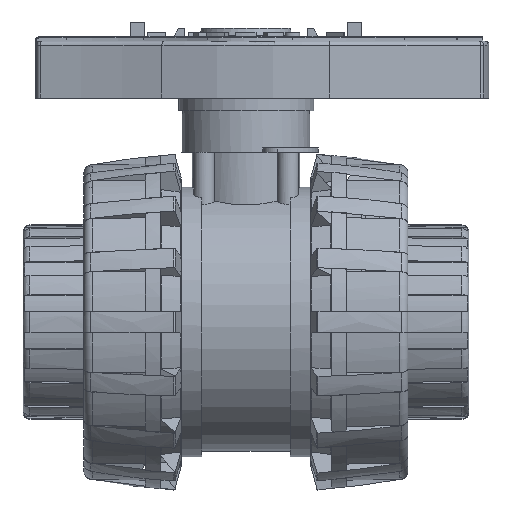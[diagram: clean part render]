
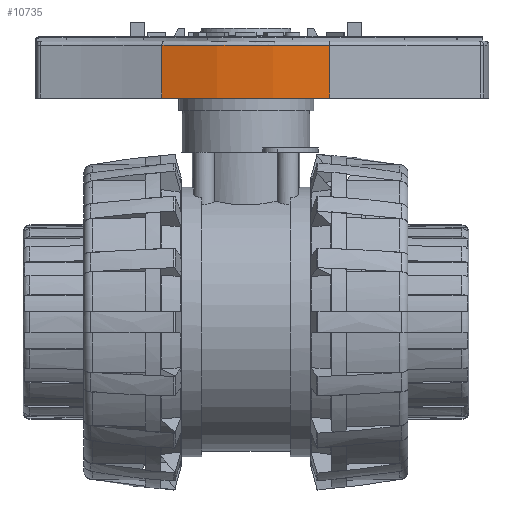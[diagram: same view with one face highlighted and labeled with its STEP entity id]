
A CAD part, front view. The second image highlights one B-rep face of the part: STEP entity #10735.
In plain terms, the highlighted cylindrical face has radius 164.5 mm (diameter 329 mm), a partial arc.
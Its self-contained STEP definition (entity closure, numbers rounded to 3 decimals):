
#1356=LINE('',#22365,#2005);
#1362=LINE('',#22434,#2011);
#2005=VECTOR('',#14310,25.);
#2011=VECTOR('',#14354,25.);
#2244=CYLINDRICAL_SURFACE('',#11789,164.5);
#2778=FACE_OUTER_BOUND('',#3431,.T.);
#3431=EDGE_LOOP('',(#9479,#9480,#9481,#9482));
#3909=CIRCLE('',#11524,164.5);
#4009=CIRCLE('',#11784,164.5);
#4747=VERTEX_POINT('',#20899);
#4748=VERTEX_POINT('',#20901);
#4986=VERTEX_POINT('',#22364);
#4988=VERTEX_POINT('',#22408);
#6134=EDGE_CURVE('',#4747,#4748,#3909,.T.);
#6504=EDGE_CURVE('',#4748,#4986,#1356,.T.);
#6517=EDGE_CURVE('',#4986,#4988,#4009,.T.);
#6519=EDGE_CURVE('',#4747,#4988,#1362,.T.);
#9479=ORIENTED_EDGE('',*,*,#6517,.F.);
#9480=ORIENTED_EDGE('',*,*,#6504,.F.);
#9481=ORIENTED_EDGE('',*,*,#6134,.F.);
#9482=ORIENTED_EDGE('',*,*,#6519,.T.);
#10735=ADVANCED_FACE('',(#2778),#2244,.T.);
#11524=AXIS2_PLACEMENT_3D('',#20902,#13570,#13571);
#11784=AXIS2_PLACEMENT_3D('',#22428,#14343,#14344);
#11789=AXIS2_PLACEMENT_3D('',#22435,#14355,#14356);
#13570=DIRECTION('center_axis',(0.,0.,-1.));
#13571=DIRECTION('ref_axis',(0.07,0.998,0.));
#14310=DIRECTION('',(0.,0.,1.));
#14343=DIRECTION('center_axis',(0.,0.,1.));
#14344=DIRECTION('ref_axis',(0.07,0.998,0.));
#14354=DIRECTION('',(0.,0.,1.));
#14355=DIRECTION('center_axis',(0.,0.,1.));
#14356=DIRECTION('ref_axis',(0.07,0.998,0.));
#20899=CARTESIAN_POINT('',(1951.861,1570.862,154.731));
#20901=CARTESIAN_POINT('',(2031.193,1565.33,154.731));
#20902=CARTESIAN_POINT('Origin',(1980.423,1408.861,154.731));
#22364=CARTESIAN_POINT('',(2031.193,1565.33,179.731));
#22365=CARTESIAN_POINT('',(2031.193,1565.33,154.731));
#22408=CARTESIAN_POINT('',(1951.861,1570.862,179.731));
#22428=CARTESIAN_POINT('Origin',(1980.423,1408.861,179.731));
#22434=CARTESIAN_POINT('',(1951.861,1570.862,154.731));
#22435=CARTESIAN_POINT('Origin',(1980.423,1408.861,154.731));
